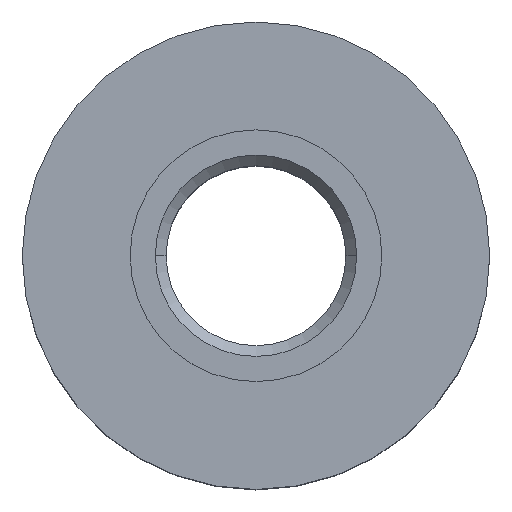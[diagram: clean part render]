
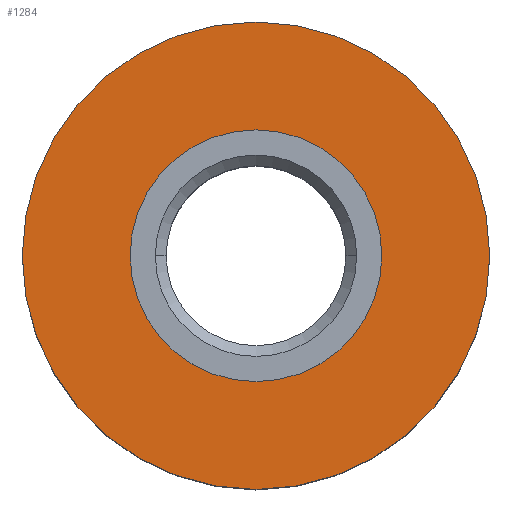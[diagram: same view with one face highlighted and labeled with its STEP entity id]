
A CAD part, top view. The second image highlights one B-rep face of the part: STEP entity #1284.
In plain terms, the highlighted planar face has unit normal (0, 0, 1).
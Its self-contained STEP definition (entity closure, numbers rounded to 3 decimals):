
#168 = EDGE_CURVE ( 'NONE', #2450, #2501, #1703, .T. ) ;
#176 = EDGE_CURVE ( 'NONE', #2478, #2454, #1691, .T. ) ;
#183 = EDGE_CURVE ( 'NONE', #2454, #2478, #1680, .T. ) ;
#184 = EDGE_CURVE ( 'NONE', #2501, #2450, #1679, .T. ) ;
#340 = DIRECTION ( 'NONE',  ( 1., 0., 0. ) ) ;
#341 = DIRECTION ( 'NONE',  ( 0., 0., 1. ) ) ;
#342 = CARTESIAN_POINT ( 'NONE',  ( 0., 0., 4. ) ) ;
#345 = DIRECTION ( 'NONE',  ( 1., 0., 0. ) ) ;
#346 = DIRECTION ( 'NONE',  ( 0., 0., 1. ) ) ;
#347 = CARTESIAN_POINT ( 'NONE',  ( 0., 0., 4. ) ) ;
#368 = DIRECTION ( 'NONE',  ( 1., 0., 0. ) ) ;
#369 = DIRECTION ( 'NONE',  ( 0., 0., 1. ) ) ;
#370 = CARTESIAN_POINT ( 'NONE',  ( 0., 0., 4. ) ) ;
#386 = DIRECTION ( 'NONE',  ( 1., 0., 0. ) ) ;
#387 = DIRECTION ( 'NONE',  ( 0., 0., 1. ) ) ;
#388 = CARTESIAN_POINT ( 'NONE',  ( 0., 0., 4. ) ) ;
#1061 = AXIS2_PLACEMENT_3D ( 'NONE', #388, #387, #386 ) ;
#1064 = AXIS2_PLACEMENT_3D ( 'NONE', #370, #369, #368 ) ;
#1070 = AXIS2_PLACEMENT_3D ( 'NONE', #347, #346, #345 ) ;
#1071 = AXIS2_PLACEMENT_3D ( 'NONE', #342, #341, #340 ) ;
#1116 = AXIS2_PLACEMENT_3D ( 'NONE', #4173, #4172, #4171 ) ;
#1284 = ADVANCED_FACE ( 'NONE', ( #1524, #1520 ), #4175, .F. ) ;
#1520 = FACE_OUTER_BOUND ( 'NONE', #2968, .T. ) ;
#1524 = FACE_BOUND ( 'NONE', #3005, .T. ) ;
#1679 = CIRCLE ( 'NONE', #1071, 3.5 ) ;
#1680 = CIRCLE ( 'NONE', #1070, 6.5 ) ;
#1691 = CIRCLE ( 'NONE', #1064, 6.5 ) ;
#1703 = CIRCLE ( 'NONE', #1061, 3.5 ) ;
#2450 = VERTEX_POINT ( 'NONE', #3375 ) ;
#2454 = VERTEX_POINT ( 'NONE', #3371 ) ;
#2478 = VERTEX_POINT ( 'NONE', #3339 ) ;
#2501 = VERTEX_POINT ( 'NONE', #3311 ) ;
#2968 = EDGE_LOOP ( 'NONE', ( #5154, #5153 ) ) ;
#3005 = EDGE_LOOP ( 'NONE', ( #5152, #5140 ) ) ;
#3311 = CARTESIAN_POINT ( 'NONE',  ( -3.5, 0., 4. ) ) ;
#3339 = CARTESIAN_POINT ( 'NONE',  ( 6.5, 0., 4. ) ) ;
#3371 = CARTESIAN_POINT ( 'NONE',  ( -6.5, 0., 4. ) ) ;
#3375 = CARTESIAN_POINT ( 'NONE',  ( 3.5, 0., 4. ) ) ;
#4171 = DIRECTION ( 'NONE',  ( -1., 0., 0. ) ) ;
#4172 = DIRECTION ( 'NONE',  ( 0., 0., -1. ) ) ;
#4173 = CARTESIAN_POINT ( 'NONE',  ( 0., 6.5, 4. ) ) ;
#4175 = PLANE ( 'NONE',  #1116 ) ;
#5140 = ORIENTED_EDGE ( 'NONE', *, *, #184, .F. ) ;
#5152 = ORIENTED_EDGE ( 'NONE', *, *, #168, .F. ) ;
#5153 = ORIENTED_EDGE ( 'NONE', *, *, #183, .T. ) ;
#5154 = ORIENTED_EDGE ( 'NONE', *, *, #176, .T. ) ;
